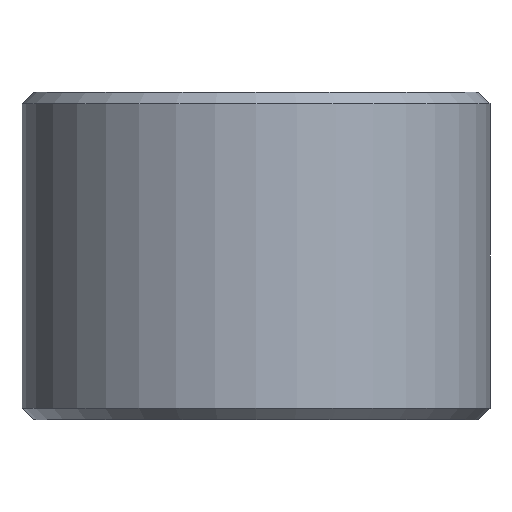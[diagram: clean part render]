
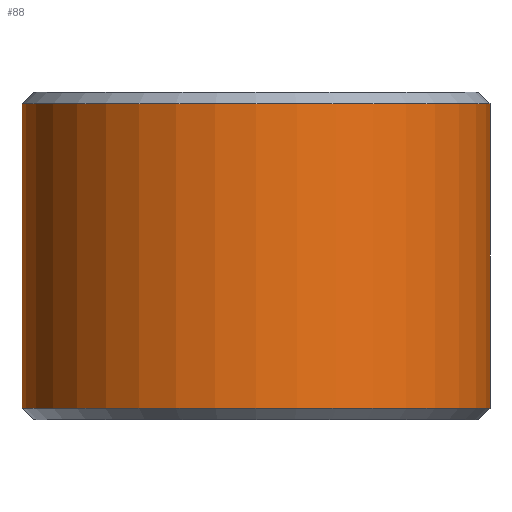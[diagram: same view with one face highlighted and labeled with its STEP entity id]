
A CAD part, front view. The second image highlights one B-rep face of the part: STEP entity #88.
In plain terms, the highlighted cylindrical face has radius 30 mm (diameter 60 mm), a full revolution.
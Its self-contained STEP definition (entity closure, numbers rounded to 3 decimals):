
#19=CYLINDRICAL_SURFACE('',#110,30.);
#22=FACE_OUTER_BOUND('',#28,.T.);
#28=EDGE_LOOP('',(#69,#70,#71,#72));
#36=LINE('',#158,#40);
#40=VECTOR('',#130,30.);
#44=CIRCLE('',#109,30.);
#45=CIRCLE('',#111,30.);
#50=VERTEX_POINT('',#153);
#51=VERTEX_POINT('',#157);
#57=EDGE_CURVE('',#50,#50,#44,.T.);
#58=EDGE_CURVE('',#50,#51,#36,.T.);
#59=EDGE_CURVE('',#51,#51,#45,.T.);
#69=ORIENTED_EDGE('',*,*,#57,.F.);
#70=ORIENTED_EDGE('',*,*,#58,.T.);
#71=ORIENTED_EDGE('',*,*,#59,.F.);
#72=ORIENTED_EDGE('',*,*,#58,.F.);
#88=ADVANCED_FACE('',(#22),#19,.T.);
#109=AXIS2_PLACEMENT_3D('',#155,#126,#127);
#110=AXIS2_PLACEMENT_3D('',#156,#128,#129);
#111=AXIS2_PLACEMENT_3D('',#159,#131,#132);
#126=DIRECTION('center_axis',(0.,0.,1.));
#127=DIRECTION('ref_axis',(1.,0.,0.));
#128=DIRECTION('center_axis',(0.,0.,1.));
#129=DIRECTION('ref_axis',(1.,0.,0.));
#130=DIRECTION('',(0.,0.,-1.));
#131=DIRECTION('center_axis',(0.,0.,-1.));
#132=DIRECTION('ref_axis',(1.,0.,0.));
#153=CARTESIAN_POINT('',(-30.,0.,40.5));
#155=CARTESIAN_POINT('Origin',(0.,0.,40.5));
#156=CARTESIAN_POINT('Origin',(0.,0.,0.));
#157=CARTESIAN_POINT('',(-30.,0.,1.5));
#158=CARTESIAN_POINT('',(-30.,0.,0.));
#159=CARTESIAN_POINT('Origin',(0.,0.,1.5));
